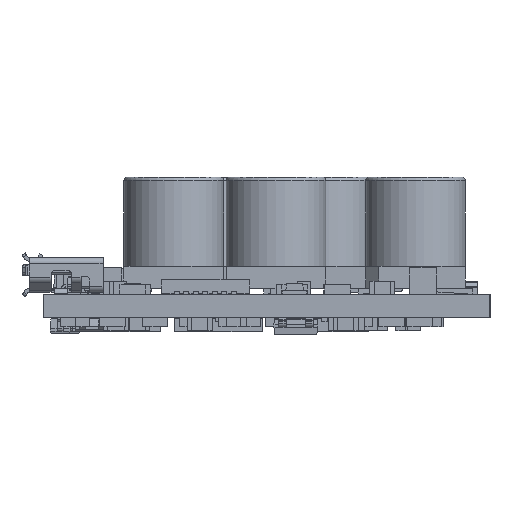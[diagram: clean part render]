
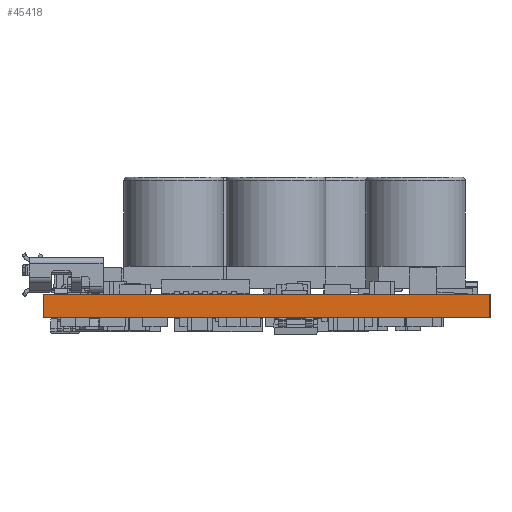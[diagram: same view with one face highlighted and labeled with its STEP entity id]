
A CAD part, left-side view. The second image highlights one B-rep face of the part: STEP entity #45418.
In plain terms, the highlighted planar face has unit normal (-1, 0, 0).
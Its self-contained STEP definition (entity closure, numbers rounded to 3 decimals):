
#1591 = ORIENTED_EDGE ( 'NONE', *, *, #51719, .T. ) ;
#4951 = EDGE_LOOP ( 'NONE', ( #31298, #19754, #83696, #1591 ) ) ;
#8443 = CARTESIAN_POINT ( 'NONE',  ( 0., 30.48, 0. ) ) ;
#11902 = VERTEX_POINT ( 'NONE', #8443 ) ;
#12237 = DIRECTION ( 'NONE',  ( 1., 0., 0. ) ) ;
#13611 = PLANE ( 'NONE',  #18779 ) ;
#18779 = AXIS2_PLACEMENT_3D ( 'NONE', #114602, #12237, #94356 ) ;
#19754 = ORIENTED_EDGE ( 'NONE', *, *, #48202, .F. ) ;
#27975 = LINE ( 'NONE', #56639, #80988 ) ;
#30638 = CARTESIAN_POINT ( 'NONE',  ( 0., 30.48, 1.575 ) ) ;
#31298 = ORIENTED_EDGE ( 'NONE', *, *, #125310, .T. ) ;
#36233 = LINE ( 'NONE', #38236, #44300 ) ;
#37909 = VECTOR ( 'NONE', #117569, 1000. ) ;
#38236 = CARTESIAN_POINT ( 'NONE',  ( 0., 30.48, 0. ) ) ;
#44300 = VECTOR ( 'NONE', #100556, 1000. ) ;
#45418 = ADVANCED_FACE ( 'NONE', ( #118365 ), #13611, .F. ) ;
#48202 = EDGE_CURVE ( 'NONE', #99575, #91892, #27975, .T. ) ;
#51719 = EDGE_CURVE ( 'NONE', #129260, #11902, #58661, .T. ) ;
#53031 = LINE ( 'NONE', #77480, #78845 ) ;
#56639 = CARTESIAN_POINT ( 'NONE',  ( 0., 0., 1.575 ) ) ;
#58661 = LINE ( 'NONE', #98608, #37909 ) ;
#68842 = DIRECTION ( 'NONE',  ( 0., -1., 0. ) ) ;
#77480 = CARTESIAN_POINT ( 'NONE',  ( 0., 30.48, 1.575 ) ) ;
#78845 = VECTOR ( 'NONE', #68842, 1000. ) ;
#80988 = VECTOR ( 'NONE', #128491, 1000. ) ;
#83696 = ORIENTED_EDGE ( 'NONE', *, *, #113529, .F. ) ;
#86250 = CARTESIAN_POINT ( 'NONE',  ( 0., 0., 1.575 ) ) ;
#91892 = VERTEX_POINT ( 'NONE', #112932 ) ;
#94356 = DIRECTION ( 'NONE',  ( 0., 0., -1. ) ) ;
#98608 = CARTESIAN_POINT ( 'NONE',  ( 0., 30.48, 1.575 ) ) ;
#99575 = VERTEX_POINT ( 'NONE', #86250 ) ;
#100556 = DIRECTION ( 'NONE',  ( 0., -1., 0. ) ) ;
#112932 = CARTESIAN_POINT ( 'NONE',  ( 0., 0., 0. ) ) ;
#113529 = EDGE_CURVE ( 'NONE', #129260, #99575, #53031, .T. ) ;
#114602 = CARTESIAN_POINT ( 'NONE',  ( 0., 30.48, 1.575 ) ) ;
#117569 = DIRECTION ( 'NONE',  ( 0., 0., -1. ) ) ;
#118365 = FACE_OUTER_BOUND ( 'NONE', #4951, .T. ) ;
#125310 = EDGE_CURVE ( 'NONE', #11902, #91892, #36233, .T. ) ;
#128491 = DIRECTION ( 'NONE',  ( 0., 0., -1. ) ) ;
#129260 = VERTEX_POINT ( 'NONE', #30638 ) ;
